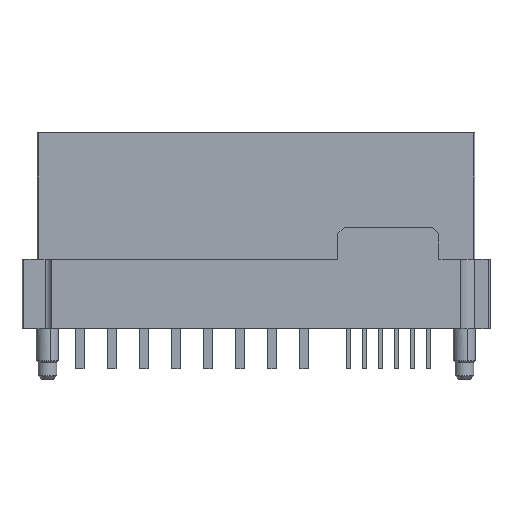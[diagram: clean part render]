
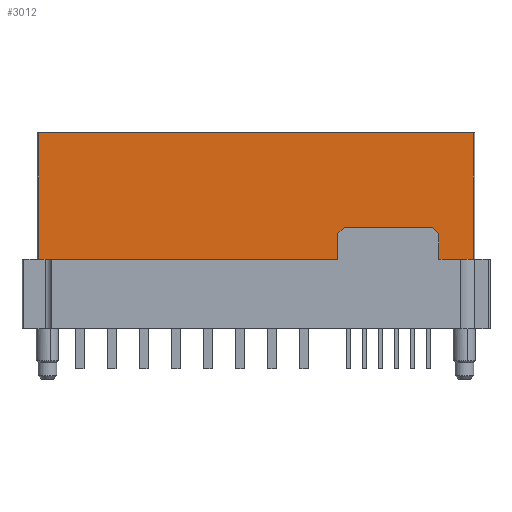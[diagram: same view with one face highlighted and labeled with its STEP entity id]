
A CAD part, top view. The second image highlights one B-rep face of the part: STEP entity #3012.
In plain terms, the highlighted planar face has unit normal (0, 0, 1).
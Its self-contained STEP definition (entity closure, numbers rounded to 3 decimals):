
#1=DIRECTION('',(1.,0.,0.));
#2=VECTOR('',#1,1.);
#3=CARTESIAN_POINT('',(2.235,5.49,2.8));
#4=LINE('3722',#3,#2);
#14=DIRECTION('',(0.707,-0.707,0.));
#15=VECTOR('',#14,0.707);
#16=CARTESIAN_POINT('',(0.015,7.99,2.8));
#17=LINE('3092',#16,#15);
#18=DIRECTION('',(0.707,0.707,0.));
#19=VECTOR('',#18,0.707);
#20=CARTESIAN_POINT('',(-7.485,7.49,2.8));
#21=LINE('3094',#20,#19);
#22=DIRECTION('',(-1.,0.,0.));
#23=VECTOR('',#22,34.41);
#24=CARTESIAN_POINT('',(3.235,15.49,2.8));
#25=LINE('3076',#24,#23);
#26=DIRECTION('',(-1.,0.,0.));
#27=VECTOR('',#26,1.72);
#28=CARTESIAN_POINT('',(2.235,5.49,2.8));
#29=LINE('3732',#28,#27);
#89=DIRECTION('',(0.,1.,0.));
#90=VECTOR('',#89,10.);
#91=CARTESIAN_POINT('',(3.235,5.49,2.8));
#92=LINE('3731',#91,#90);
#121=DIRECTION('',(0.,-1.,0.));
#122=VECTOR('',#121,10.);
#123=CARTESIAN_POINT('',(-31.175,15.49,2.8));
#124=LINE('3088',#123,#122);
#411=DIRECTION('',(1.,0.,0.));
#412=VECTOR('',#411,1.);
#413=CARTESIAN_POINT('',(-31.175,5.49,2.8));
#414=LINE('3097',#413,#412);
#427=DIRECTION('',(-1.,0.,0.));
#428=VECTOR('',#427,22.69);
#429=CARTESIAN_POINT('',(-7.485,5.49,2.8));
#430=LINE('3096',#429,#428);
#447=DIRECTION('',(0.,-1.,0.));
#448=VECTOR('',#447,2.);
#449=CARTESIAN_POINT('',(-7.485,7.49,2.8));
#450=LINE('3095',#449,#448);
#471=DIRECTION('',(1.,0.,0.));
#472=VECTOR('',#471,7.);
#473=CARTESIAN_POINT('',(-6.985,7.99,2.8));
#474=LINE('3093',#473,#472);
#491=DIRECTION('',(0.,-1.,0.));
#492=VECTOR('',#491,2.);
#493=CARTESIAN_POINT('',(0.515,7.49,2.8));
#494=LINE('3091',#493,#492);
#2253=CARTESIAN_POINT('',(3.235,15.49,2.8));
#2254=CARTESIAN_POINT('',(-31.175,15.49,2.8));
#2255=VERTEX_POINT('',#2253);
#2256=VERTEX_POINT('',#2254);
#2277=CARTESIAN_POINT('',(-31.175,5.49,2.8));
#2278=VERTEX_POINT('',#2277);
#2279=CARTESIAN_POINT('',(0.515,7.49,2.8));
#2280=CARTESIAN_POINT('',(0.515,5.49,2.8));
#2281=VERTEX_POINT('',#2279);
#2282=VERTEX_POINT('',#2280);
#2283=CARTESIAN_POINT('',(0.015,7.99,2.8));
#2284=VERTEX_POINT('',#2283);
#2285=CARTESIAN_POINT('',(-6.985,7.99,2.8));
#2286=VERTEX_POINT('',#2285);
#2287=CARTESIAN_POINT('',(-7.485,7.49,2.8));
#2288=VERTEX_POINT('',#2287);
#2289=CARTESIAN_POINT('',(-7.485,5.49,2.8));
#2290=VERTEX_POINT('',#2289);
#2291=CARTESIAN_POINT('',(-30.175,5.49,2.8));
#2292=VERTEX_POINT('',#2291);
#2956=CARTESIAN_POINT('',(2.235,5.49,2.8));
#2957=CARTESIAN_POINT('',(3.235,5.49,2.8));
#2958=VERTEX_POINT('',#2956);
#2959=VERTEX_POINT('',#2957);
#2982=CARTESIAN_POINT('',(-13.97,10.49,2.8));
#2983=DIRECTION('',(0.,0.,1.));
#2984=DIRECTION('',(0.,-1.,0.));
#2985=AXIS2_PLACEMENT_3D('',#2982,#2983,#2984);
#2986=PLANE('2857',#2985);
#2987=ORIENTED_EDGE('3722',*,*,#2969,.F.);
#2989=ORIENTED_EDGE('3732',*,*,#2988,.T.);
#2991=ORIENTED_EDGE('3091',*,*,#2990,.F.);
#2993=ORIENTED_EDGE('3092',*,*,#2992,.F.);
#2995=ORIENTED_EDGE('3093',*,*,#2994,.F.);
#2997=ORIENTED_EDGE('3094',*,*,#2996,.F.);
#2999=ORIENTED_EDGE('3095',*,*,#2998,.T.);
#3001=ORIENTED_EDGE('3096',*,*,#3000,.T.);
#3003=ORIENTED_EDGE('3097',*,*,#3002,.F.);
#3005=ORIENTED_EDGE('3088',*,*,#3004,.F.);
#3007=ORIENTED_EDGE('3076',*,*,#3006,.F.);
#3009=ORIENTED_EDGE('3731',*,*,#3008,.F.);
#3010=EDGE_LOOP('2857',(#2987,#2989,#2991,#2993,#2995,#2997,#2999,#3001,#3003,
#3005,#3007,#3009));
#3011=FACE_OUTER_BOUND('2857',#3010,.F.);
#3012=ADVANCED_FACE('2857',(#3011),#2986,.T.);
#2969=EDGE_CURVE('3722',#2958,#2959,#4,.T.);
#2988=EDGE_CURVE('3732',#2958,#2282,#29,.T.);
#2990=EDGE_CURVE('3091',#2281,#2282,#494,.T.);
#2992=EDGE_CURVE('3092',#2284,#2281,#17,.T.);
#2994=EDGE_CURVE('3093',#2286,#2284,#474,.T.);
#2996=EDGE_CURVE('3094',#2288,#2286,#21,.T.);
#2998=EDGE_CURVE('3095',#2288,#2290,#450,.T.);
#3000=EDGE_CURVE('3096',#2290,#2292,#430,.T.);
#3002=EDGE_CURVE('3097',#2278,#2292,#414,.T.);
#3004=EDGE_CURVE('3088',#2256,#2278,#124,.T.);
#3006=EDGE_CURVE('3076',#2255,#2256,#25,.T.);
#3008=EDGE_CURVE('3731',#2959,#2255,#92,.T.);
